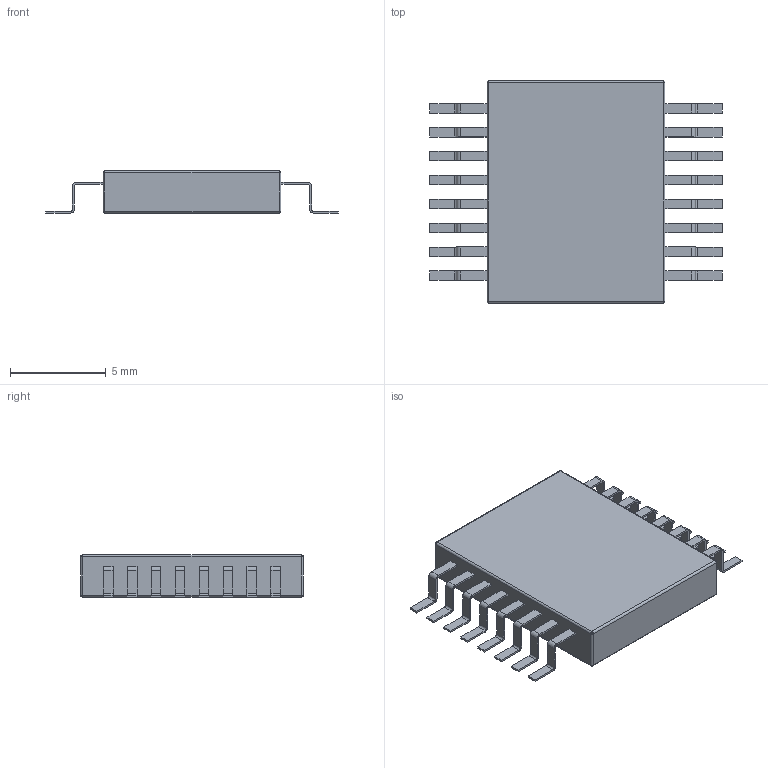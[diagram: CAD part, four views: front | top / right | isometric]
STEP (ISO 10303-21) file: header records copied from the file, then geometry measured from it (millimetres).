
FILE_DESCRIPTION(('Open CASCADE Model'),'2;1');
FILE_NAME('Open CASCADE Shape Model','2016-02-03T11:26:21',('Author'),( 'Open CASCADE'),'Open CASCADE STEP processor 6.8','Open CASCADE 6.8' ,'Unknown');
FILE_SCHEMA(('AUTOMOTIVE_DESIGN { 1 0 10303 214 1 1 1 1 }'));
Length unit declared in the file: millimetre
Products named in the file (6): PCB; Designator1; 944956472; Body; Open_CASCADE_STEP_translator_6.8_2.1.1; Leader
Assembly tree (19 placements, depth 4):
  PCB
  Designator1
    944956472
      Body
        Open_CASCADE_STEP_translator_6.8_2.1.1
      Leader  x16
Bounding box: 15.3 x 11.65 x 2.2 mm (x, y, z)
Volume: 241.7 mm3; surface area: 390.4 mm2
Topology: 17 solids, 17 shells, 378 faces, 760 edges, 408 vertices
Faces by surface type: plane 294, cylinder 76, sphere 8
Entity records: 2570 total; most frequent: CARTESIAN_POINT 454, DIRECTION 402, LINE 198, VECTOR 198, ORIENTED_EDGE 184, PCURVE 184, DEFINITIONAL_REPRESENTATION 184, AXIS2_PLACEMENT_3D 100
